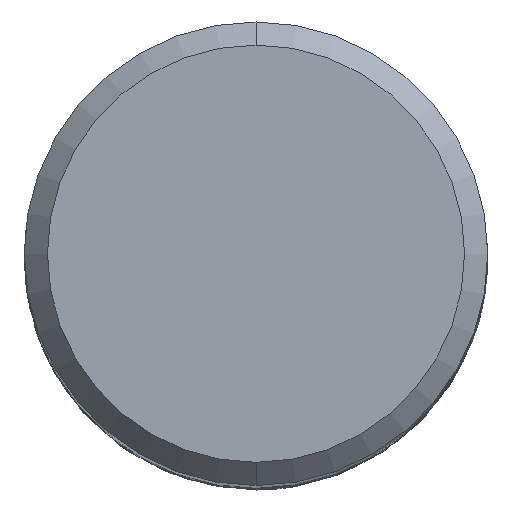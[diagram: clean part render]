
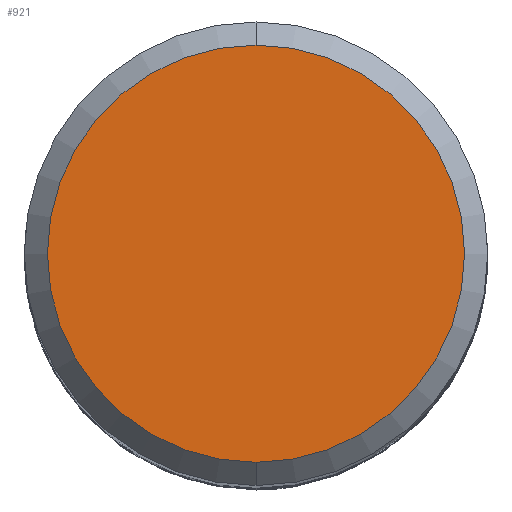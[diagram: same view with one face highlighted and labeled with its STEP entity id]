
A CAD part, top view. The second image highlights one B-rep face of the part: STEP entity #921.
In plain terms, the highlighted planar face has unit normal (0, 0, 1).
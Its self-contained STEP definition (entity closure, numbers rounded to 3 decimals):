
#891=EDGE_CURVE('',#1107,#1347,#2284,.T.);
#921=ADVANCED_FACE('',(#2316),#2317,.T.);
#1107=VERTEX_POINT('',#2519);
#1347=VERTEX_POINT('',#2772);
#1563=EDGE_CURVE('',#1347,#1107,#3014,.T.);
#2284=CIRCLE('',#6329,7.2);
#2316=FACE_OUTER_BOUND('',#6773,.T.);
#2317=PLANE('',#6774);
#2519=CARTESIAN_POINT('',(0.,-7.2,0.0));
#2772=CARTESIAN_POINT('',(0.0,7.2,0.0));
#3014=CIRCLE('',#14936,7.2);
#6329=AXIS2_PLACEMENT_3D('',#21056,#21057,#21058);
#6773=EDGE_LOOP('',(#21077,#21078));
#6774=AXIS2_PLACEMENT_3D('',#21079,#21080,#21081);
#14936=AXIS2_PLACEMENT_3D('',#21701,#21702,#21703);
#21056=CARTESIAN_POINT('',(0.0,0.0,0.0));
#21057=DIRECTION('',(0.0,0.0,-1.0));
#21058=DIRECTION('',(0.0,1.0,0.0));
#21077=ORIENTED_EDGE('',*,*,#1563,.F.);
#21078=ORIENTED_EDGE('',*,*,#891,.F.);
#21079=CARTESIAN_POINT('',(0.0,3.6,0.0));
#21080=DIRECTION('',(-0.0,0.0,1.0));
#21081=DIRECTION('',(0.0,-1.0,0.0));
#21701=CARTESIAN_POINT('',(0.0,0.0,0.0));
#21702=DIRECTION('',(0.0,0.0,-1.0));
#21703=DIRECTION('',(0.0,1.0,0.0));
